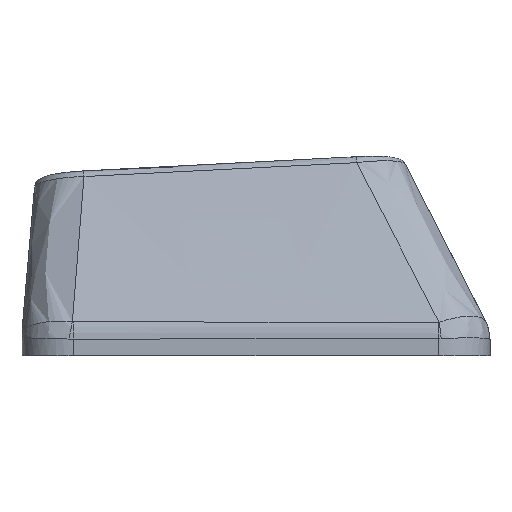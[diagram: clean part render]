
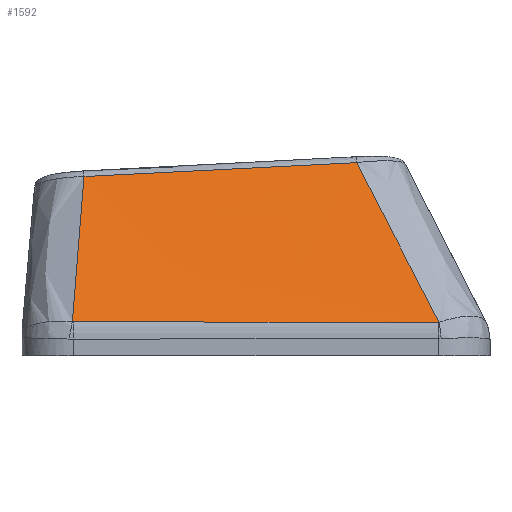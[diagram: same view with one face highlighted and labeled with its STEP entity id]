
A CAD part, left-side view. The second image highlights one B-rep face of the part: STEP entity #1592.
In plain terms, the highlighted free-form (B-spline) face has degree [3, 3] with [4, 4] control points.
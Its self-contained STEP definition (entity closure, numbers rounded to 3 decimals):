
#51=B_SPLINE_SURFACE_WITH_KNOTS('',3,3,((#3797,#3798,#3799,#3800),(#3801,
#3802,#3803,#3804),(#3805,#3806,#3807,#3808),(#3809,#3810,#3811,#3812)),
 .UNSPECIFIED.,.F.,.F.,.F.,(4,4),(4,4),(0.107,0.899),
(0.039,0.956),.UNSPECIFIED.);
#332=FACE_OUTER_BOUND('',#429,.T.);
#429=EDGE_LOOP('',(#1373,#1374,#1375,#1376,#1377,#1378));
#563=B_SPLINE_CURVE_WITH_KNOTS('',3,(#3407,#3408,#3409,#3410),
 .UNSPECIFIED.,.F.,.F.,(4,4),(0.,0.003),
 .UNSPECIFIED.);
#564=B_SPLINE_CURVE_WITH_KNOTS('',3,(#3428,#3429,#3430,#3431),
 .UNSPECIFIED.,.F.,.F.,(4,4),(-1.416,0.),.UNSPECIFIED.);
#567=B_SPLINE_CURVE_WITH_KNOTS('',3,(#3461,#3462,#3463,#3464),
 .UNSPECIFIED.,.F.,.F.,(4,4),(0.,0.004),
 .UNSPECIFIED.);
#584=B_SPLINE_CURVE_WITH_KNOTS('',3,(#3783,#3784,#3785,#3786),
 .UNSPECIFIED.,.F.,.F.,(4,4),(-0.661,-0.029),
 .UNSPECIFIED.);
#587=B_SPLINE_CURVE_WITH_KNOTS('',3,(#3814,#3815,#3816,#3817),
 .UNSPECIFIED.,.F.,.F.,(4,4),(0.032,0.785),
 .UNSPECIFIED.);
#588=B_SPLINE_CURVE_WITH_KNOTS('',3,(#3818,#3819,#3820,#3821),
 .UNSPECIFIED.,.F.,.F.,(4,4),(0.,1.059),.UNSPECIFIED.);
#723=VERTEX_POINT('',#3369);
#725=VERTEX_POINT('',#3400);
#727=VERTEX_POINT('',#3427);
#729=VERTEX_POINT('',#3454);
#747=VERTEX_POINT('',#3782);
#749=VERTEX_POINT('',#3813);
#938=EDGE_CURVE('',#723,#725,#563,.T.);
#939=EDGE_CURVE('',#725,#727,#564,.T.);
#944=EDGE_CURVE('',#727,#729,#567,.T.);
#971=EDGE_CURVE('',#729,#747,#584,.T.);
#974=EDGE_CURVE('',#749,#723,#587,.T.);
#975=EDGE_CURVE('',#747,#749,#588,.T.);
#1373=ORIENTED_EDGE('',*,*,#944,.F.);
#1374=ORIENTED_EDGE('',*,*,#939,.F.);
#1375=ORIENTED_EDGE('',*,*,#938,.F.);
#1376=ORIENTED_EDGE('',*,*,#974,.F.);
#1377=ORIENTED_EDGE('',*,*,#975,.F.);
#1378=ORIENTED_EDGE('',*,*,#971,.F.);
#1592=ADVANCED_FACE('',(#332),#51,.F.);
#3369=CARTESIAN_POINT('',(-16.087,-7.107,0.299));
#3400=CARTESIAN_POINT('',(-16.088,-7.079,0.298));
#3407=CARTESIAN_POINT('Ctrl Pts',(-16.087,-7.107,0.299));
#3408=CARTESIAN_POINT('Ctrl Pts',(-16.087,-7.098,0.298));
#3409=CARTESIAN_POINT('Ctrl Pts',(-16.088,-7.088,0.298));
#3410=CARTESIAN_POINT('Ctrl Pts',(-16.088,-7.079,0.298));
#3427=CARTESIAN_POINT('',(-16.065,7.082,0.318));
#3428=CARTESIAN_POINT('Ctrl Pts',(-16.088,-7.079,0.298));
#3429=CARTESIAN_POINT('Ctrl Pts',(-16.081,-2.359,0.304));
#3430=CARTESIAN_POINT('Ctrl Pts',(-16.073,2.361,0.311));
#3431=CARTESIAN_POINT('Ctrl Pts',(-16.065,7.082,0.318));
#3454=CARTESIAN_POINT('',(-16.063,7.125,0.322));
#3461=CARTESIAN_POINT('Ctrl Pts',(-16.065,7.082,0.318));
#3462=CARTESIAN_POINT('Ctrl Pts',(-16.065,7.096,0.318));
#3463=CARTESIAN_POINT('Ctrl Pts',(-16.064,7.111,0.319));
#3464=CARTESIAN_POINT('Ctrl Pts',(-16.063,7.125,0.322));
#3782=CARTESIAN_POINT('',(-13.24,6.675,5.956));
#3783=CARTESIAN_POINT('Ctrl Pts',(-16.063,7.125,0.322));
#3784=CARTESIAN_POINT('Ctrl Pts',(-15.119,6.972,2.199));
#3785=CARTESIAN_POINT('Ctrl Pts',(-14.178,6.821,4.077));
#3786=CARTESIAN_POINT('Ctrl Pts',(-13.24,6.675,5.956));
#3797=CARTESIAN_POINT('Ctrl Pts',(-13.234,7.033,5.949));
#3798=CARTESIAN_POINT('Ctrl Pts',(-14.185,7.064,4.057));
#3799=CARTESIAN_POINT('Ctrl Pts',(-15.136,7.095,2.164));
#3800=CARTESIAN_POINT('Ctrl Pts',(-16.088,7.126,0.272));
#3801=CARTESIAN_POINT('Ctrl Pts',(-13.234,3.263,6.137));
#3802=CARTESIAN_POINT('Ctrl Pts',(-14.185,2.969,4.185));
#3803=CARTESIAN_POINT('Ctrl Pts',(-15.136,2.675,2.233));
#3804=CARTESIAN_POINT('Ctrl Pts',(-16.088,2.382,0.28));
#3805=CARTESIAN_POINT('Ctrl Pts',(-13.234,-0.506,
6.324));
#3806=CARTESIAN_POINT('Ctrl Pts',(-14.185,-1.125,4.313));
#3807=CARTESIAN_POINT('Ctrl Pts',(-15.136,-1.744,2.301));
#3808=CARTESIAN_POINT('Ctrl Pts',(-16.088,-2.363,0.289));
#3809=CARTESIAN_POINT('Ctrl Pts',(-13.234,-4.275,6.512));
#3810=CARTESIAN_POINT('Ctrl Pts',(-14.185,-5.219,4.441));
#3811=CARTESIAN_POINT('Ctrl Pts',(-15.136,-6.163,2.369));
#3812=CARTESIAN_POINT('Ctrl Pts',(-16.088,-7.107,0.298));
#3813=CARTESIAN_POINT('',(-13.234,-3.9,6.494));
#3814=CARTESIAN_POINT('Ctrl Pts',(-13.234,-3.9,6.494));
#3815=CARTESIAN_POINT('Ctrl Pts',(-14.188,-4.972,4.431));
#3816=CARTESIAN_POINT('Ctrl Pts',(-15.138,-6.04,2.366));
#3817=CARTESIAN_POINT('Ctrl Pts',(-16.087,-7.107,0.299));
#3818=CARTESIAN_POINT('Ctrl Pts',(-13.24,6.675,5.956));
#3819=CARTESIAN_POINT('Ctrl Pts',(-13.238,3.15,6.135));
#3820=CARTESIAN_POINT('Ctrl Pts',(-13.236,-0.375,6.314));
#3821=CARTESIAN_POINT('Ctrl Pts',(-13.234,-3.9,6.494));
